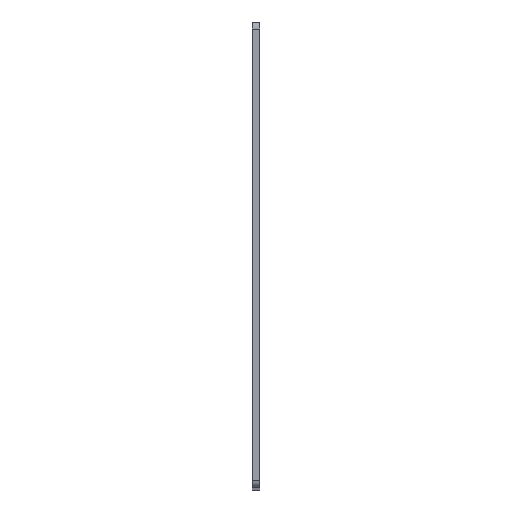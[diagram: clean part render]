
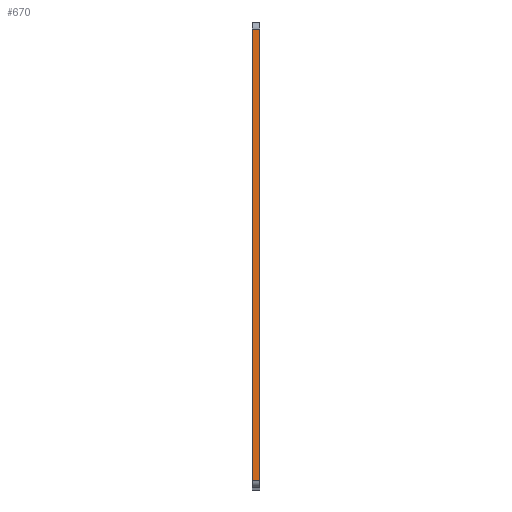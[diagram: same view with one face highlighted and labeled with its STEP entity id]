
A CAD part, top view. The second image highlights one B-rep face of the part: STEP entity #670.
In plain terms, the highlighted planar face has unit normal (0, 0, 1).
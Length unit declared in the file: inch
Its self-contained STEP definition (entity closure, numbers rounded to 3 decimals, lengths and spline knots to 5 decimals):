
#36=PLANE('',#748);
#68=FACE_OUTER_BOUND('',#105,.T.);
#105=EDGE_LOOP('',(#577,#578,#579,#580));
#162=LINE('',#1106,#226);
#167=LINE('',#1119,#231);
#172=LINE('',#1135,#236);
#173=LINE('',#1136,#237);
#226=VECTOR('',#908,0.3937);
#231=VECTOR('',#919,0.3937);
#236=VECTOR('',#936,0.3937);
#237=VECTOR('',#937,0.3937);
#321=VERTEX_POINT('',#1099);
#324=VERTEX_POINT('',#1104);
#329=VERTEX_POINT('',#1118);
#334=VERTEX_POINT('',#1134);
#412=EDGE_CURVE('',#324,#321,#162,.T.);
#418=EDGE_CURVE('',#321,#329,#167,.T.);
#426=EDGE_CURVE('',#324,#334,#172,.T.);
#427=EDGE_CURVE('',#329,#334,#173,.T.);
#577=ORIENTED_EDGE('',*,*,#412,.F.);
#578=ORIENTED_EDGE('',*,*,#426,.T.);
#579=ORIENTED_EDGE('',*,*,#427,.F.);
#580=ORIENTED_EDGE('',*,*,#418,.F.);
#670=ADVANCED_FACE('',(#68),#36,.T.);
#748=AXIS2_PLACEMENT_3D('',#1133,#934,#935);
#908=DIRECTION('',(-1.,0.,0.));
#919=DIRECTION('',(0.,1.,0.));
#934=DIRECTION('center_axis',(0.,0.,1.));
#935=DIRECTION('ref_axis',(0.,1.,0.));
#936=DIRECTION('',(0.,1.,0.));
#937=DIRECTION('',(1.,0.,0.));
#1099=CARTESIAN_POINT('',(32.,0.92425,0.));
#1104=CARTESIAN_POINT('',(32.08,0.92425,0.));
#1106=CARTESIAN_POINT('',(32.08,0.92425,0.));
#1118=CARTESIAN_POINT('',(32.,5.97,0.));
#1119=CARTESIAN_POINT('',(32.,0.8,0.));
#1133=CARTESIAN_POINT('Origin',(32.08,1.49425,0.));
#1134=CARTESIAN_POINT('',(32.08,5.97,0.));
#1135=CARTESIAN_POINT('',(32.08,0.8,0.));
#1136=CARTESIAN_POINT('',(32.08,5.97,0.));
